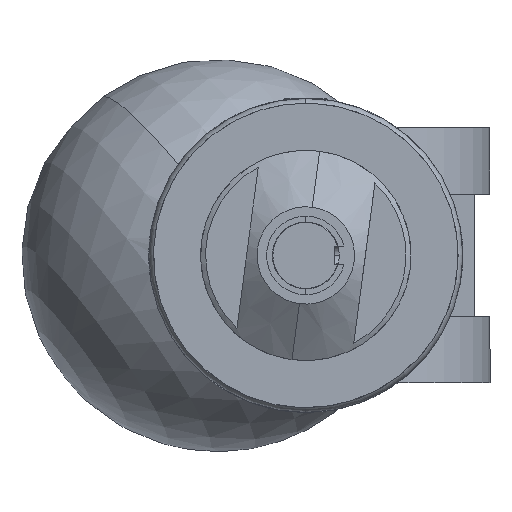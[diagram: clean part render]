
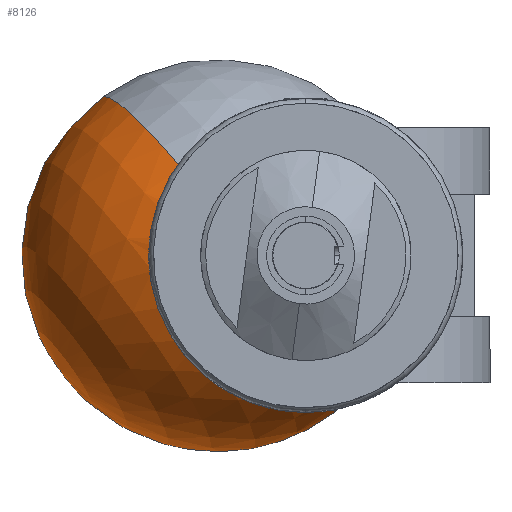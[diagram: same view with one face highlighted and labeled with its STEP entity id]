
A CAD part, left-side view. The second image highlights one B-rep face of the part: STEP entity #8126.
In plain terms, the highlighted spherical face has radius 15.875 mm.
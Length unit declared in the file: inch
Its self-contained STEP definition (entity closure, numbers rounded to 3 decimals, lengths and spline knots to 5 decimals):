
#3 = ORIENTED_EDGE ( 'NONE', *, *, #8471, .T. ) ;
#332 = CIRCLE ( 'NONE', #7519, 0.625 ) ;
#625 = CARTESIAN_POINT ( 'NONE',  ( 5.72539, 0.28004, 0. ) ) ;
#1096 = EDGE_CURVE ( 'NONE', #11945, #7898, #9148, .T. ) ;
#1284 = ORIENTED_EDGE ( 'NONE', *, *, #3654, .T. ) ;
#1359 = DIRECTION ( 'NONE',  ( 0.988, 0.156, 0. ) ) ;
#1665 = FACE_OUTER_BOUND ( 'NONE', #8223, .T. ) ;
#1923 = AXIS2_PLACEMENT_3D ( 'NONE', #3726, #9080, #13334 ) ;
#3654 = EDGE_CURVE ( 'NONE', #11497, #11945, #4768, .T. ) ;
#3726 = CARTESIAN_POINT ( 'NONE',  ( 5.72539, 0.28004, 0. ) ) ;
#3953 = DIRECTION ( 'NONE',  ( 0.127, -0.801, 0.585 ) ) ;
#4768 = CIRCLE ( 'NONE', #10493, 0.625 ) ;
#4836 = CARTESIAN_POINT ( 'NONE',  ( 5.15962, 0.19044, 0. ) ) ;
#6496 = ORIENTED_EDGE ( 'NONE', *, *, #1096, .T. ) ;
#7109 = DIRECTION ( 'NONE',  ( -0.127, 0.801, -0.585 ) ) ;
#7303 = CARTESIAN_POINT ( 'NONE',  ( 5.72539, 0.28004, 0. ) ) ;
#7519 = AXIS2_PLACEMENT_3D ( 'NONE', #7303, #3953, #10453 ) ;
#7816 = DIRECTION ( 'NONE',  ( 0.127, -0.801, 0.585 ) ) ;
#7898 = VERTEX_POINT ( 'NONE', #13362 ) ;
#8126 = ADVANCED_FACE ( 'NONE', ( #1665 ), #11275, .T. ) ;
#8223 = EDGE_LOOP ( 'NONE', ( #13759, #1284, #6496, #3 ) ) ;
#8471 = EDGE_CURVE ( 'NONE', #7898, #10677, #12471, .T. ) ;
#8987 = DIRECTION ( 'NONE',  ( 0.127, -0.801, 0.585 ) ) ;
#9014 = CARTESIAN_POINT ( 'NONE',  ( 5.15962, 0.19044, 0. ) ) ;
#9016 = CARTESIAN_POINT ( 'NONE',  ( 5.1825, 0.04597, -0.20274 ) ) ;
#9080 = DIRECTION ( 'NONE',  ( 0.127, -0.801, 0.585 ) ) ;
#9148 = CIRCLE ( 'NONE', #10461, 0.25 ) ;
#9375 = DIRECTION ( 'NONE',  ( 0., 0.59, 0.808 ) ) ;
#10453 = DIRECTION ( 'NONE',  ( 0., -0.59, -0.808 ) ) ;
#10461 = AXIS2_PLACEMENT_3D ( 'NONE', #9014, #13117, #7816 ) ;
#10493 = AXIS2_PLACEMENT_3D ( 'NONE', #625, #7109, #9375 ) ;
#10677 = VERTEX_POINT ( 'NONE', #12514 ) ;
#11275 = SPHERICAL_SURFACE ( 'NONE', #1923, 0.625 ) ;
#11497 = VERTEX_POINT ( 'NONE', #12067 ) ;
#11549 = EDGE_CURVE ( 'NONE', #11497, #10677, #332, .T. ) ;
#11945 = VERTEX_POINT ( 'NONE', #9016 ) ;
#12015 = AXIS2_PLACEMENT_3D ( 'NONE', #4836, #1359, #8987 ) ;
#12067 = CARTESIAN_POINT ( 'NONE',  ( 6.3427, 0.37782, 0. ) ) ;
#12471 = CIRCLE ( 'NONE', #12015, 0.25 ) ;
#12514 = CARTESIAN_POINT ( 'NONE',  ( 5.13674, 0.3349, 0.20274 ) ) ;
#13117 = DIRECTION ( 'NONE',  ( 0.988, 0.156, 0. ) ) ;
#13334 = DIRECTION ( 'NONE',  ( 0.092, -0.578, -0.811 ) ) ;
#13362 = CARTESIAN_POINT ( 'NONE',  ( 5.12791, 0.39068, -0.14627 ) ) ;
#13759 = ORIENTED_EDGE ( 'NONE', *, *, #11549, .F. ) ;
